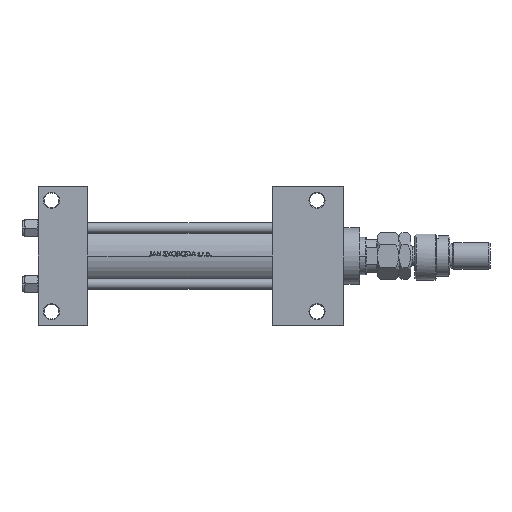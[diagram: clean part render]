
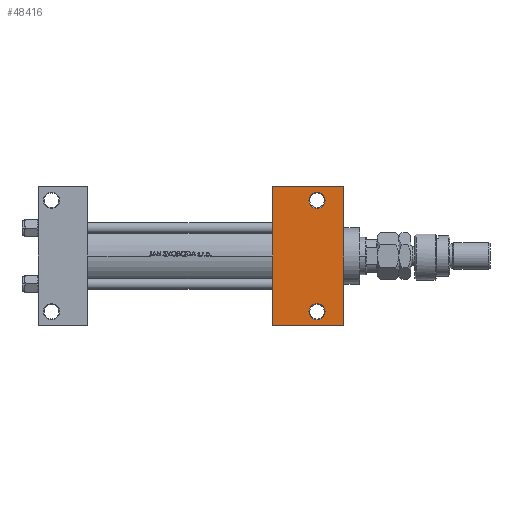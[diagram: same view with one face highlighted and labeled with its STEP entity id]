
A CAD part, front view. The second image highlights one B-rep face of the part: STEP entity #48416.
In plain terms, the highlighted face is planar.
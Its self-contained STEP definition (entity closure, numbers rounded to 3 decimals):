
#30 = DIRECTION ( 'NONE',  ( 0., 1., 0. ) ) ;
#414 = DIRECTION ( 'NONE',  ( 0., 0., -1. ) ) ;
#701 = DIRECTION ( 'NONE',  ( -1., 0., 0. ) ) ;
#1165 = LINE ( 'NONE', #22392, #13922 ) ;
#2545 = VERTEX_POINT ( 'NONE', #18901 ) ;
#4172 = CARTESIAN_POINT ( 'NONE',  ( 214., -41.5, -30. ) ) ;
#4292 = EDGE_CURVE ( 'NONE', #2545, #20476, #33082, .T. ) ;
#5350 = DIRECTION ( 'NONE',  ( 0., 1., 0. ) ) ;
#5580 = ORIENTED_EDGE ( 'NONE', *, *, #13072, .T. ) ;
#7475 = CIRCLE ( 'NONE', #43505, 6. ) ;
#7815 = ORIENTED_EDGE ( 'NONE', *, *, #50222, .T. ) ;
#8279 = DIRECTION ( 'NONE',  ( 0., 1., 0. ) ) ;
#8829 = VECTOR ( 'NONE', #48539, 1000. ) ;
#8901 = EDGE_LOOP ( 'NONE', ( #17890, #5580 ) ) ;
#9153 = LINE ( 'NONE', #41168, #8829 ) ;
#9876 = ORIENTED_EDGE ( 'NONE', *, *, #37530, .T. ) ;
#11765 = CARTESIAN_POINT ( 'NONE',  ( 228., 51.5, -30. ) ) ;
#11899 = VERTEX_POINT ( 'NONE', #49998 ) ;
#12689 = CARTESIAN_POINT ( 'NONE',  ( 208., -41.5, -30. ) ) ;
#13072 = EDGE_CURVE ( 'NONE', #20875, #21092, #36521, .T. ) ;
#13922 = VECTOR ( 'NONE', #29480, 1000. ) ;
#15864 = EDGE_CURVE ( 'NONE', #46165, #11899, #9153, .T. ) ;
#16157 = DIRECTION ( 'NONE',  ( 0., 0., 1. ) ) ;
#17121 = EDGE_LOOP ( 'NONE', ( #36646, #7815 ) ) ;
#17389 = EDGE_CURVE ( 'NONE', #2545, #46165, #1165, .T. ) ;
#17890 = ORIENTED_EDGE ( 'NONE', *, *, #24089, .T. ) ;
#18476 = DIRECTION ( 'NONE',  ( 0., 0., 1. ) ) ;
#18901 = CARTESIAN_POINT ( 'NONE',  ( 175., 51.5, -30. ) ) ;
#19030 = CARTESIAN_POINT ( 'NONE',  ( 214., 41.5, -30. ) ) ;
#20476 = VERTEX_POINT ( 'NONE', #35756 ) ;
#20875 = VERTEX_POINT ( 'NONE', #19030 ) ;
#21092 = VERTEX_POINT ( 'NONE', #33243 ) ;
#22392 = CARTESIAN_POINT ( 'NONE',  ( 175., 51.5, -30. ) ) ;
#23175 = ORIENTED_EDGE ( 'NONE', *, *, #17389, .T. ) ;
#24089 = EDGE_CURVE ( 'NONE', #21092, #20875, #26770, .T. ) ;
#24291 = FACE_OUTER_BOUND ( 'NONE', #38924, .T. ) ;
#24318 = CARTESIAN_POINT ( 'NONE',  ( 175., -51.5, -30. ) ) ;
#24953 = VECTOR ( 'NONE', #29403, 1000. ) ;
#24986 = AXIS2_PLACEMENT_3D ( 'NONE', #36356, #414, #41575 ) ;
#25548 = VECTOR ( 'NONE', #701, 1000. ) ;
#26770 = CIRCLE ( 'NONE', #35130, 6. ) ;
#28215 = FACE_BOUND ( 'NONE', #17121, .T. ) ;
#29403 = DIRECTION ( 'NONE',  ( 0., -1., 0. ) ) ;
#29480 = DIRECTION ( 'NONE',  ( 1., 0., 0. ) ) ;
#29859 = VERTEX_POINT ( 'NONE', #4172 ) ;
#33082 = LINE ( 'NONE', #37545, #24953 ) ;
#33243 = CARTESIAN_POINT ( 'NONE',  ( 202., 41.5, -30. ) ) ;
#35130 = AXIS2_PLACEMENT_3D ( 'NONE', #43580, #47522, #30 ) ;
#35756 = CARTESIAN_POINT ( 'NONE',  ( 175., -51.5, -30. ) ) ;
#36111 = CARTESIAN_POINT ( 'NONE',  ( 208., -41.5, -30. ) ) ;
#36356 = CARTESIAN_POINT ( 'NONE',  ( 228., 30., -30. ) ) ;
#36521 = CIRCLE ( 'NONE', #41530, 6. ) ;
#36646 = ORIENTED_EDGE ( 'NONE', *, *, #45626, .T. ) ;
#37530 = EDGE_CURVE ( 'NONE', #11899, #20476, #43996, .T. ) ;
#37545 = CARTESIAN_POINT ( 'NONE',  ( 175., 30., -30. ) ) ;
#37596 = DIRECTION ( 'NONE',  ( 0., 0., 1. ) ) ;
#38616 = CARTESIAN_POINT ( 'NONE',  ( 202., -41.5, -30. ) ) ;
#38924 = EDGE_LOOP ( 'NONE', ( #41760, #23175, #48218, #9876 ) ) ;
#39117 = CIRCLE ( 'NONE', #48344, 6. ) ;
#40292 = PLANE ( 'NONE',  #24986 ) ;
#41168 = CARTESIAN_POINT ( 'NONE',  ( 228., 30., -30. ) ) ;
#41530 = AXIS2_PLACEMENT_3D ( 'NONE', #42600, #18476, #50735 ) ;
#41575 = DIRECTION ( 'NONE',  ( 0., 1., 0. ) ) ;
#41760 = ORIENTED_EDGE ( 'NONE', *, *, #4292, .F. ) ;
#42600 = CARTESIAN_POINT ( 'NONE',  ( 208., 41.5, -30. ) ) ;
#43505 = AXIS2_PLACEMENT_3D ( 'NONE', #12689, #37596, #5350 ) ;
#43580 = CARTESIAN_POINT ( 'NONE',  ( 208., 41.5, -30. ) ) ;
#43996 = LINE ( 'NONE', #24318, #25548 ) ;
#45626 = EDGE_CURVE ( 'NONE', #49026, #29859, #39117, .T. ) ;
#46165 = VERTEX_POINT ( 'NONE', #11765 ) ;
#47522 = DIRECTION ( 'NONE',  ( 0., 0., 1. ) ) ;
#48171 = FACE_BOUND ( 'NONE', #8901, .T. ) ;
#48218 = ORIENTED_EDGE ( 'NONE', *, *, #15864, .T. ) ;
#48344 = AXIS2_PLACEMENT_3D ( 'NONE', #36111, #16157, #8279 ) ;
#48416 = ADVANCED_FACE ( 'NONE', ( #48171, #28215, #24291 ), #40292, .T. ) ;
#48539 = DIRECTION ( 'NONE',  ( 0., -1., 0. ) ) ;
#49026 = VERTEX_POINT ( 'NONE', #38616 ) ;
#49998 = CARTESIAN_POINT ( 'NONE',  ( 228., -51.5, -30. ) ) ;
#50222 = EDGE_CURVE ( 'NONE', #29859, #49026, #7475, .T. ) ;
#50735 = DIRECTION ( 'NONE',  ( 0., 1., 0. ) ) ;
